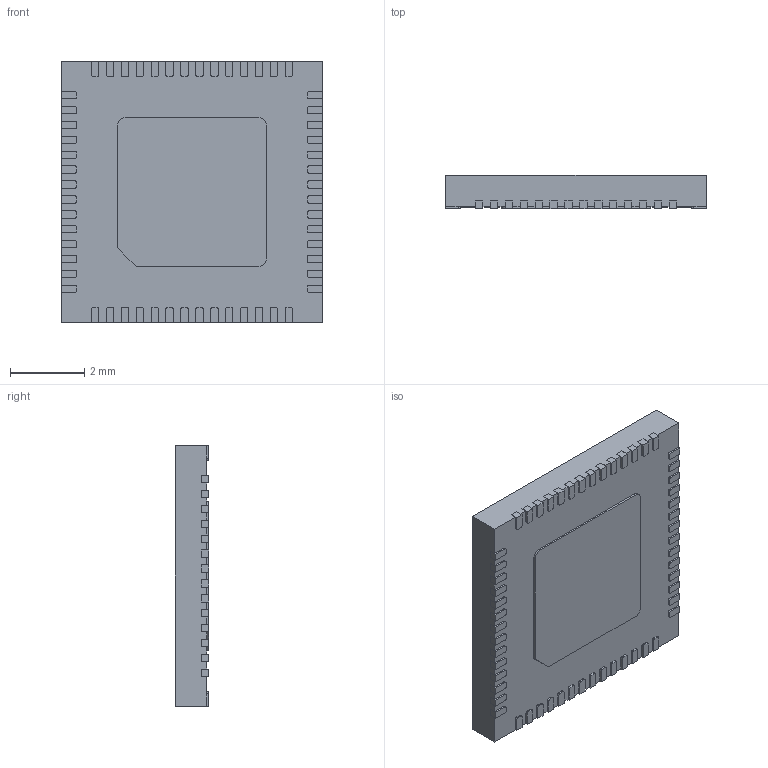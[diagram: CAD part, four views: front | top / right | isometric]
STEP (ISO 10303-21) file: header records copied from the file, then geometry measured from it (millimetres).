
FILE_DESCRIPTION (( 'STEP AP214' ), '1' );
FILE_NAME ('ESP32-S2FH2.STEP', '2022-01-20T13:43:52', ( '' ), ( '' ), 'SwSTEP 2.0', 'SolidWorks 2017', '' );
FILE_SCHEMA (( 'AUTOMOTIVE_DESIGN' ));
Length unit declared in the file: millimetre
Products named in the file (1): ESP32-S2FH2
Bounding box: 7 x 0.9 x 7 mm (x, y, z)
Volume: 42.7 mm3; surface area: 187.9 mm2
Topology: 59 solids, 59 shells, 816 faces, 2088 edges, 1392 vertices
Faces by surface type: plane 582, cylinder 234
Entity records: 25196 total; most frequent: CARTESIAN_POINT 4297, DIRECTION 4190, ORIENTED_EDGE 4176, EDGE_CURVE 2088, VECTOR 1620, LINE 1620, VERTEX_POINT 1392, AXIS2_PLACEMENT_3D 1285
